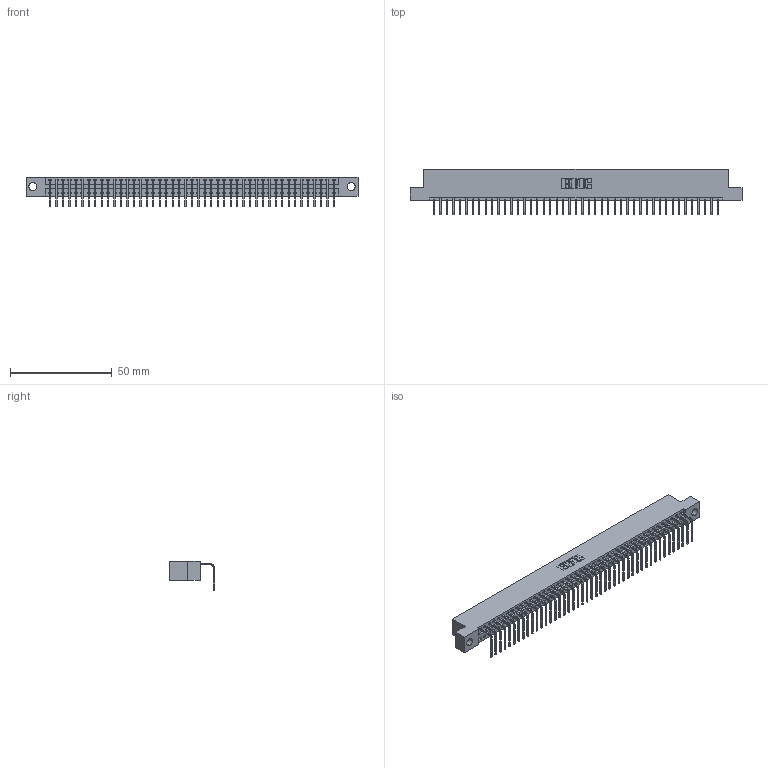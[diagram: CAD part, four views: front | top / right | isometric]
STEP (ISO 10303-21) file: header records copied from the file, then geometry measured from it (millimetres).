
FILE_DESCRIPTION (( 'STEP AP203' ), '1' );
FILE_NAME ('396-045-558-104.STEP', '2019-11-01T08:11:11', ( '' ), ( '' ), 'SwSTEP 2.0', 'SolidWorks 2016', '' );
FILE_SCHEMA (( 'CONFIG_CONTROL_DESIGN' ));
Length unit declared in the file: inch
Products named in the file (3): 346 Part_Flush Mounting Lugs - 0.156 Dia-TH; 345-292-001_558 Tail - 2; 396-045-558-104
Assembly tree (46 placements, depth 2):
  396-045-558-104
    346 Part_Flush Mounting Lugs - 0.156 Dia-TH
    345-292-001_558 Tail - 2  x45
Bounding box: 163.45 x 22.16 x 14.73 mm (x, y, z)
Volume: 15728.4 mm3; surface area: 20390.3 mm2
Topology: 46 solids, 46 shells, 2822 faces, 8519 edges, 5618 vertices
Faces by surface type: plane 1966, cylinder 856
Entity records: 27611 total; most frequent: CARTESIAN_POINT 4739, ORIENTED_EDGE 4718, DIRECTION 4177, EDGE_CURVE 2359, VECTOR 2047, LINE 2047, VERTEX_POINT 1570, AXIS2_PLACEMENT_3D 1065
